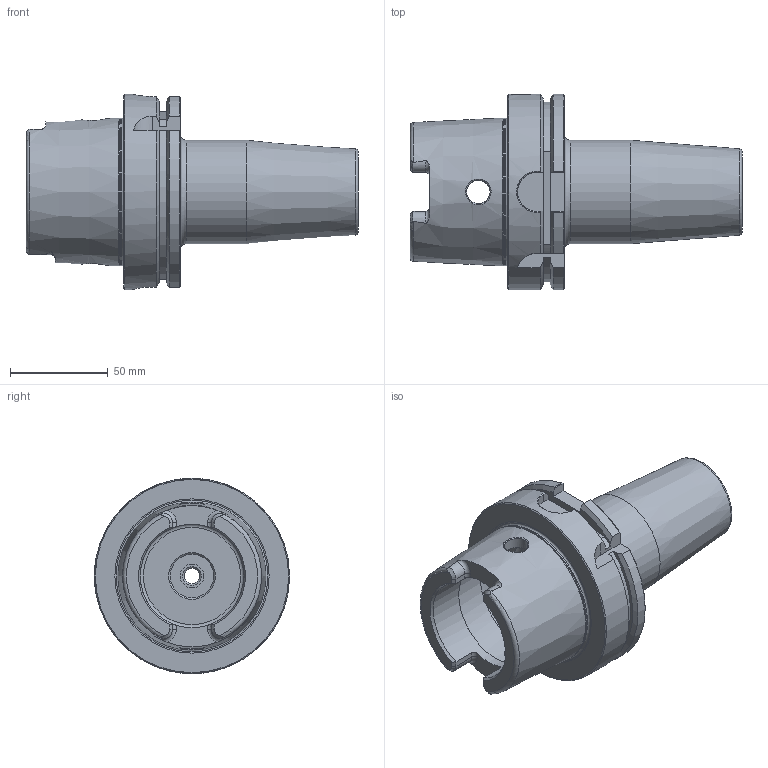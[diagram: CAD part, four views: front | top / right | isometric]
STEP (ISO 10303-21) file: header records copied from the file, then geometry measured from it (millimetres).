
FILE_DESCRIPTION((''),'2;1');
FILE_NAME('INT''H100A-M32SF120-9.iam.step','2010-04-15T08:00:21',(''),(''),'Autodesk Inventor 2009','Autodesk Inventor 2009','');
FILE_SCHEMA(('AUTOMOTIVE_DESIGN { 1 0 10303 214 1 1 1 1 }'));
Length unit declared in the file: inch
Products named in the file (3): H100A-M32SF120-9; H100A-M32SF120-9-1; BS-SFM161-20
Assembly tree (2 placements, depth 2):
  H100A-M32SF120-9
    H100A-M32SF120-9-1
    BS-SFM161-20
Bounding box: 170 x 100 x 100 mm (x, y, z)
Volume: 384805.1 mm3; surface area: 72058.5 mm2
Topology: 2 solids, 2 shells, 147 faces, 373 edges, 233 vertices
Faces by surface type: plane 48, bspline 32, cone 29, cylinder 29, torus 9
Full cylindrical faces by diameter (mm): 10 x1, 12 x2, 22.377 x1, 31.947 x1, 32.709 x1, 53 x3, 63 x1, 75.364 x1, 100 x1
Entity records: 5980 total; most frequent: CARTESIAN_POINT 2716, ORIENTED_EDGE 646, DIRECTION 573, EDGE_CURVE 323, AXIS2_PLACEMENT_3D 234, VERTEX_POINT 220, EDGE_LOOP 195, FACE_OUTER_BOUND 147
